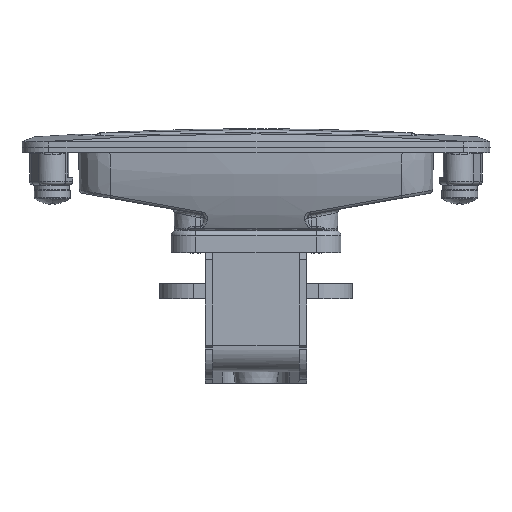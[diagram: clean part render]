
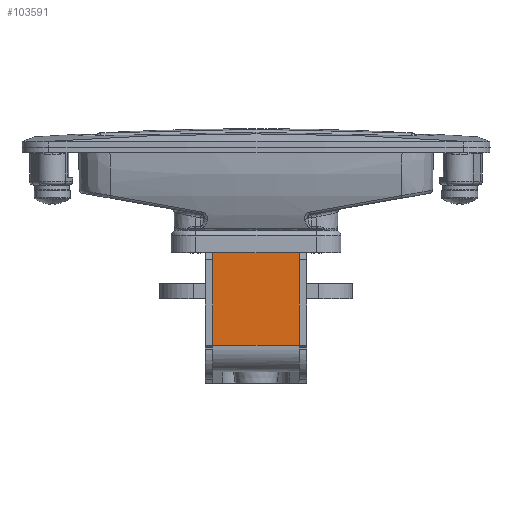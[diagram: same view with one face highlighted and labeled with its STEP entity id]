
A CAD part, front view. The second image highlights one B-rep face of the part: STEP entity #103591.
In plain terms, the highlighted planar face has unit normal (0, -1, 0).
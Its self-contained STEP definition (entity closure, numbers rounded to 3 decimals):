
#29422 = CARTESIAN_POINT ( 'NONE',  ( 11.5, -27.5, 7.5 ) ) ;
#29423 = DIRECTION ( 'NONE',  ( 0., 0., 1. ) ) ;
#29424 = VECTOR ( 'NONE', #29423, 1000. ) ;
#29425 = CARTESIAN_POINT ( 'NONE',  ( 11.5, -27.5, 36. ) ) ;
#29426 = LINE ( 'NONE', #29425, #29424 ) ;
#29427 = CARTESIAN_POINT ( 'NONE',  ( 11.5, -27.5, 32. ) ) ;
#29493 = DIRECTION ( 'NONE',  ( 0., 0., -1. ) ) ;
#29494 = VECTOR ( 'NONE', #29493, 1000. ) ;
#29495 = CARTESIAN_POINT ( 'NONE',  ( -11.5, -27.5, -2.5 ) ) ;
#29496 = LINE ( 'NONE', #29495, #29494 ) ;
#29551 = CARTESIAN_POINT ( 'NONE',  ( -11.5, -27.5, 7.5 ) ) ;
#29581 = CARTESIAN_POINT ( 'NONE',  ( -11.5, -27.5, 32. ) ) ;
#29882 = DIRECTION ( 'NONE',  ( -1., 0., 0. ) ) ;
#29883 = VECTOR ( 'NONE', #29882, 1000. ) ;
#29884 = CARTESIAN_POINT ( 'NONE',  ( -11.5, -27.5, 36. ) ) ;
#29885 = LINE ( 'NONE', #29884, #29883 ) ;
#29931 = DIRECTION ( 'NONE',  ( 1., 0., 0. ) ) ;
#29932 = VECTOR ( 'NONE', #29931, 1000. ) ;
#29933 = CARTESIAN_POINT ( 'NONE',  ( 11.5, -27.5, 7.5 ) ) ;
#29934 = LINE ( 'NONE', #29933, #29932 ) ;
#29977 = CARTESIAN_POINT ( 'NONE',  ( -13.5, -27.5, 36. ) ) ;
#29978 = CARTESIAN_POINT ( 'NONE',  ( 13.5, -27.5, 36. ) ) ;
#29979 = CARTESIAN_POINT ( 'NONE',  ( -13.5, -27.5, 34. ) ) ;
#29980 = DIRECTION ( 'NONE',  ( 0., 0., -1. ) ) ;
#29981 = VECTOR ( 'NONE', #29980, 1000. ) ;
#29982 = CARTESIAN_POINT ( 'NONE',  ( -13.5, -27.5, 36. ) ) ;
#29983 = LINE ( 'NONE', #29982, #29981 ) ;
#29984 = DIRECTION ( 'NONE',  ( 0., 0., -1. ) ) ;
#29985 = DIRECTION ( 'NONE',  ( 0., -1., 0. ) ) ;
#29986 = CARTESIAN_POINT ( 'NONE',  ( 11.5, -27.5, 36. ) ) ;
#29987 = AXIS2_PLACEMENT_3D ( 'NONE', #29986, #29985, #29984 ) ;
#29988 = PLANE ( 'NONE',  #29987 ) ;
#29989 = FACE_OUTER_BOUND ( 'NONE', #103592, .T. ) ;
#30020 = CARTESIAN_POINT ( 'NONE',  ( -13.328, -27.5, 34. ) ) ;
#30021 = DIRECTION ( 'NONE',  ( 1., 0., 0. ) ) ;
#30022 = VECTOR ( 'NONE', #30021, 1000. ) ;
#30023 = CARTESIAN_POINT ( 'NONE',  ( -16., -27.5, 34. ) ) ;
#30028 = LINE ( 'NONE', #30023, #30022 ) ;
#30031 = DIRECTION ( 'NONE',  ( 0., 0., -1. ) ) ;
#30032 = VECTOR ( 'NONE', #30031, 1000. ) ;
#30033 = CARTESIAN_POINT ( 'NONE',  ( 13.5, -27.5, 36. ) ) ;
#30034 = LINE ( 'NONE', #30033, #30032 ) ;
#30035 = CARTESIAN_POINT ( 'NONE',  ( 13.5, -27.5, 34. ) ) ;
#30036 = DIRECTION ( 'NONE',  ( 1., 0., 0. ) ) ;
#30037 = VECTOR ( 'NONE', #30036, 1000. ) ;
#30038 = CARTESIAN_POINT ( 'NONE',  ( 16., -27.5, 34. ) ) ;
#30039 = LINE ( 'NONE', #30038, #30037 ) ;
#30040 = CARTESIAN_POINT ( 'NONE',  ( 13.328, -27.5, 34. ) ) ;
#30041 = DIRECTION ( 'NONE',  ( 0., 0., 1. ) ) ;
#30042 = VECTOR ( 'NONE', #30041, 1000. ) ;
#30043 = CARTESIAN_POINT ( 'NONE',  ( 13.328, -27.5, 32. ) ) ;
#30044 = LINE ( 'NONE', #30043, #30042 ) ;
#30045 = CARTESIAN_POINT ( 'NONE',  ( 13.328, -27.5, 32. ) ) ;
#30046 = DIRECTION ( 'NONE',  ( 1., 0., 0. ) ) ;
#30047 = VECTOR ( 'NONE', #30046, 1000. ) ;
#30048 = CARTESIAN_POINT ( 'NONE',  ( 13.5, -27.5, 32. ) ) ;
#30049 = LINE ( 'NONE', #30048, #30047 ) ;
#30072 = DIRECTION ( 'NONE',  ( 1., 0., 0. ) ) ;
#30073 = VECTOR ( 'NONE', #30072, 1000. ) ;
#30074 = CARTESIAN_POINT ( 'NONE',  ( 13.5, -27.5, 32. ) ) ;
#30075 = LINE ( 'NONE', #30074, #30073 ) ;
#30076 = CARTESIAN_POINT ( 'NONE',  ( -13.328, -27.5, 32. ) ) ;
#30077 = DIRECTION ( 'NONE',  ( 0., 0., -1. ) ) ;
#30078 = VECTOR ( 'NONE', #30077, 1000. ) ;
#30079 = CARTESIAN_POINT ( 'NONE',  ( -13.328, -27.5, 36. ) ) ;
#30080 = LINE ( 'NONE', #30079, #30078 ) ;
#103273 = VERTEX_POINT ( 'NONE', #29427 ) ;
#103275 = EDGE_CURVE ( 'NONE', #103276, #103273, #29426, .T. ) ;
#103276 = VERTEX_POINT ( 'NONE', #29422 ) ;
#103324 = EDGE_CURVE ( 'NONE', #103347, #103325, #29496, .T. ) ;
#103325 = VERTEX_POINT ( 'NONE', #29551 ) ;
#103347 = VERTEX_POINT ( 'NONE', #29581 ) ;
#103535 = EDGE_CURVE ( 'NONE', #103596, #103597, #29885, .T. ) ;
#103581 = EDGE_CURVE ( 'NONE', #103325, #103276, #29934, .T. ) ;
#103582 = ORIENTED_EDGE ( 'NONE', *, *, #103275, .T. ) ;
#103591 = ADVANCED_FACE ( 'NONE', ( #29989 ), #29988, .T. ) ;
#103592 = EDGE_LOOP ( 'NONE', ( #103593, #103657, #103660, #103663, #103665, #103666, #103582, #105716, #103645, #103648, #103651, #103653 ) ) ;
#103593 = ORIENTED_EDGE ( 'NONE', *, *, #103594, .T. ) ;
#103594 = EDGE_CURVE ( 'NONE', #103597, #103595, #29983, .T. ) ;
#103595 = VERTEX_POINT ( 'NONE', #29979 ) ;
#103596 = VERTEX_POINT ( 'NONE', #29978 ) ;
#103597 = VERTEX_POINT ( 'NONE', #29977 ) ;
#103643 = EDGE_CURVE ( 'NONE', #103273, #103644, #30049, .T. ) ;
#103644 = VERTEX_POINT ( 'NONE', #30045 ) ;
#103645 = ORIENTED_EDGE ( 'NONE', *, *, #103646, .T. ) ;
#103646 = EDGE_CURVE ( 'NONE', #103644, #103647, #30044, .T. ) ;
#103647 = VERTEX_POINT ( 'NONE', #30040 ) ;
#103648 = ORIENTED_EDGE ( 'NONE', *, *, #103649, .T. ) ;
#103649 = EDGE_CURVE ( 'NONE', #103647, #103650, #30039, .T. ) ;
#103650 = VERTEX_POINT ( 'NONE', #30035 ) ;
#103651 = ORIENTED_EDGE ( 'NONE', *, *, #103652, .F. ) ;
#103652 = EDGE_CURVE ( 'NONE', #103596, #103650, #30034, .T. ) ;
#103653 = ORIENTED_EDGE ( 'NONE', *, *, #103535, .T. ) ;
#103657 = ORIENTED_EDGE ( 'NONE', *, *, #103658, .T. ) ;
#103658 = EDGE_CURVE ( 'NONE', #103595, #103659, #30028, .T. ) ;
#103659 = VERTEX_POINT ( 'NONE', #30020 ) ;
#103660 = ORIENTED_EDGE ( 'NONE', *, *, #103661, .T. ) ;
#103661 = EDGE_CURVE ( 'NONE', #103659, #103662, #30080, .T. ) ;
#103662 = VERTEX_POINT ( 'NONE', #30076 ) ;
#103663 = ORIENTED_EDGE ( 'NONE', *, *, #103664, .T. ) ;
#103664 = EDGE_CURVE ( 'NONE', #103662, #103347, #30075, .T. ) ;
#103665 = ORIENTED_EDGE ( 'NONE', *, *, #103324, .T. ) ;
#103666 = ORIENTED_EDGE ( 'NONE', *, *, #103581, .T. ) ;
#105716 = ORIENTED_EDGE ( 'NONE', *, *, #103643, .T. ) ;
